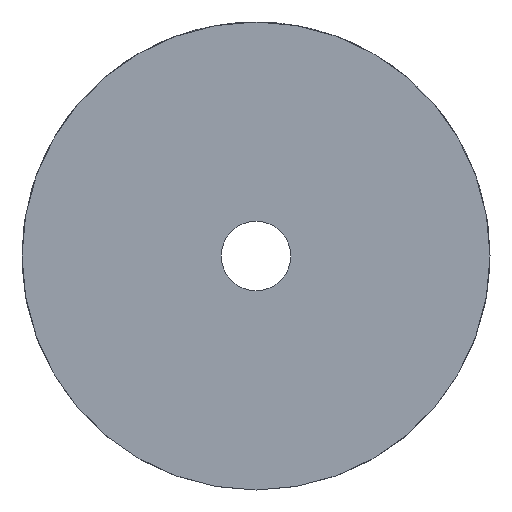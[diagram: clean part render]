
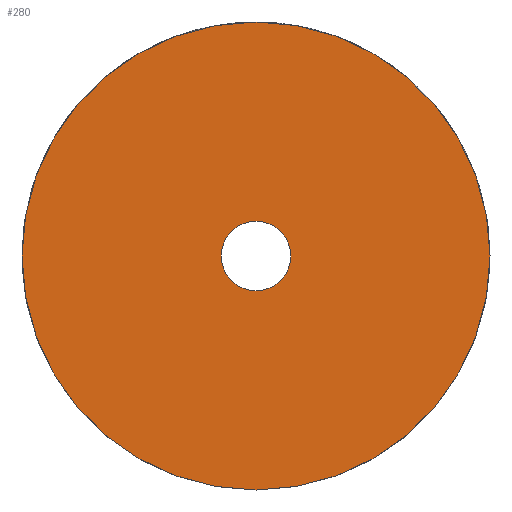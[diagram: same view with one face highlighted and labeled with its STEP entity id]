
A CAD part, left-side view. The second image highlights one B-rep face of the part: STEP entity #280.
In plain terms, the highlighted planar face has unit normal (-1, 0, 0).
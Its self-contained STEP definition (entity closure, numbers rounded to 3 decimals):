
#280 = ADVANCED_FACE( '', ( #636, #637 ), #638, .F. );
#636 = FACE_OUTER_BOUND( '', #1067, .T. );
#637 = FACE_BOUND( '', #1068, .T. );
#638 = PLANE( '', #1069 );
#1067 = EDGE_LOOP( '', ( #1778 ) );
#1068 = EDGE_LOOP( '', ( #1779 ) );
#1069 = AXIS2_PLACEMENT_3D( '', #1780, #1781, #1782 );
#1778 = ORIENTED_EDGE( '', *, *, #2402, .F. );
#1779 = ORIENTED_EDGE( '', *, *, #2633, .T. );
#1780 = CARTESIAN_POINT( '', ( 0., 0., 0. ) );
#1781 = DIRECTION( '', ( 1., 0., 0. ) );
#1782 = DIRECTION( '', ( 0., 0., -1. ) );
#2402 = EDGE_CURVE( '', #2812, #2812, #2813, .T. );
#2633 = EDGE_CURVE( '', #3157, #3157, #3158, .T. );
#2812 = VERTEX_POINT( '', #3354 );
#2813 = CIRCLE( '', #3355, 27. );
#3157 = VERTEX_POINT( '', #3736 );
#3158 = CIRCLE( '', #3737, 4. );
#3354 = CARTESIAN_POINT( '', ( 0., 0., -27. ) );
#3355 = AXIS2_PLACEMENT_3D( '', #3956, #3957, #3958 );
#3736 = CARTESIAN_POINT( '', ( 0., 0., -4. ) );
#3737 = AXIS2_PLACEMENT_3D( '', #4404, #4405, #4406 );
#3956 = CARTESIAN_POINT( '', ( 0., 0., 0. ) );
#3957 = DIRECTION( '', ( 1., 0., 0. ) );
#3958 = DIRECTION( '', ( 0., 0., -1. ) );
#4404 = CARTESIAN_POINT( '', ( 0., 0., 0. ) );
#4405 = DIRECTION( '', ( 1., 0., 0. ) );
#4406 = DIRECTION( '', ( 0., 0., -1. ) );
